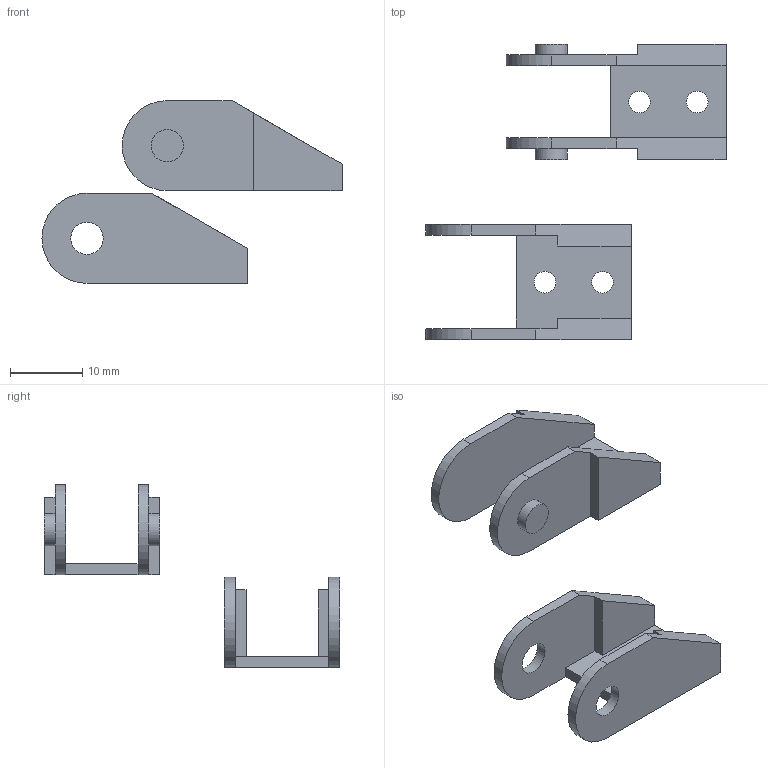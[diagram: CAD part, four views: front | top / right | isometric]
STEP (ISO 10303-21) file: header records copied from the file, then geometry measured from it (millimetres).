
FILE_DESCRIPTION(/* description */ ('Energy Chain Mounting Bracket Set'),/* implementation_level */ '2;1');
FILE_NAME(/* name */ '050-20-12.stp',/* time_stamp */ '2019-12-11T14:44:01-08:00',/* author */ ('Phillips Lenovo'),/* organization */ ('Autodesk Inc.'),/* preprocessor_version */ 'ST-DEVELOPER v18',/* originating_system */ 'Autodesk Inventor 2020',/* authorisation */ '');
FILE_SCHEMA (('AUTOMOTIVE_DESIGN { 1 0 10303 214 3 1 1 }'));
Length unit declared in the file: millimetre
Products named in the file (3): 050-20-12; 045.10.018.0_13; 045.10.018.0_14
Assembly tree (2 placements, depth 2):
  050-20-12
    045.10.018.0_13
    045.10.018.0_14
Bounding box: 41.64 x 41 x 25.36 mm (x, y, z)
Volume: 2728.1 mm3; surface area: 3676 mm2
Topology: 2 solids, 2 shells, 46 faces, 120 edges, 80 vertices
Faces by surface type: plane 34, cylinder 12
Full cylindrical faces by diameter (mm): 3 x4, 4.5 x4
Entity records: 1546 total; most frequent: CARTESIAN_POINT 251, DIRECTION 246, ORIENTED_EDGE 240, EDGE_CURVE 120, LINE 96, VECTOR 96, VERTEX_POINT 80, AXIS2_PLACEMENT_3D 75
